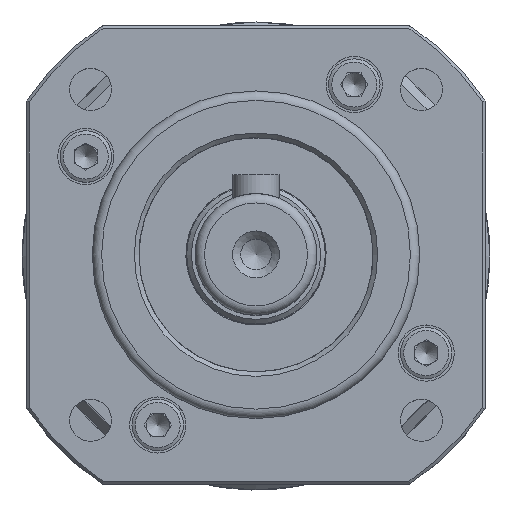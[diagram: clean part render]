
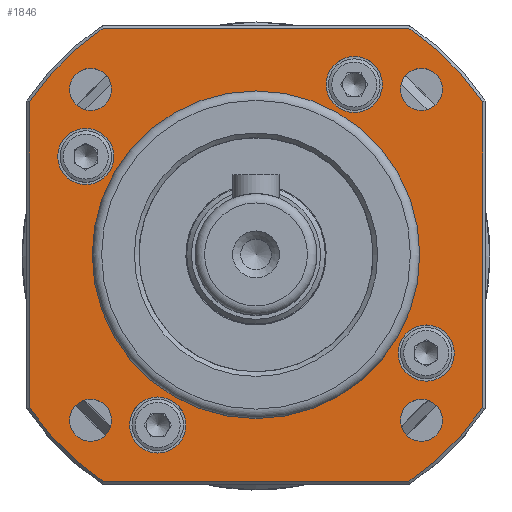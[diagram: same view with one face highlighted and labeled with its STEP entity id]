
A CAD part, top view. The second image highlights one B-rep face of the part: STEP entity #1846.
In plain terms, the highlighted planar face has unit normal (0, 0, 1).
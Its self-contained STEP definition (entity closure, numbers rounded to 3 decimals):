
#312=CARTESIAN_POINT('',(15.428,17.678,18.));
#313=VERTEX_POINT('',#312);
#314=CARTESIAN_POINT('',(17.678,17.678,18.));
#315=DIRECTION('',(0.0,0.0,-1.0));
#316=DIRECTION('',(0.0,-1.0,0.0));
#317=AXIS2_PLACEMENT_3D('',#314,#315,#316);
#318=CIRCLE('',#317,2.25);
#319=EDGE_CURVE('',#313,#313,#318,.T.);
#340=CARTESIAN_POINT('',(-17.678,19.928,18.));
#341=VERTEX_POINT('',#340);
#342=CARTESIAN_POINT('',(-17.678,17.678,18.));
#343=DIRECTION('',(0.0,0.0,-1.0));
#344=DIRECTION('',(0.0,-1.0,0.0));
#345=AXIS2_PLACEMENT_3D('',#342,#343,#344);
#346=CIRCLE('',#345,2.25);
#347=EDGE_CURVE('',#341,#341,#346,.T.);
#368=CARTESIAN_POINT('',(-17.678,-15.428,18.));
#369=VERTEX_POINT('',#368);
#370=CARTESIAN_POINT('',(-17.678,-17.678,18.));
#371=DIRECTION('',(0.0,0.0,-1.0));
#372=DIRECTION('',(0.0,-1.0,0.0));
#373=AXIS2_PLACEMENT_3D('',#370,#371,#372);
#374=CIRCLE('',#373,2.25);
#375=EDGE_CURVE('',#369,#369,#374,.T.);
#407=CARTESIAN_POINT('',(10.5,15.187,18.));
#408=VERTEX_POINT('',#407);
#409=CARTESIAN_POINT('',(10.5,18.187,18.));
#410=DIRECTION('',(0.0,0.0,1.0));
#411=DIRECTION('',(0.0,-1.0,0.0));
#412=AXIS2_PLACEMENT_3D('',#409,#410,#411);
#413=CIRCLE('',#412,3.);
#414=EDGE_CURVE('',#408,#408,#413,.T.);
#463=CARTESIAN_POINT('',(-18.187,7.5,18.));
#464=VERTEX_POINT('',#463);
#465=CARTESIAN_POINT('',(-18.187,10.5,18.));
#466=DIRECTION('',(0.0,0.0,1.0));
#467=DIRECTION('',(0.0,-1.0,0.0));
#468=AXIS2_PLACEMENT_3D('',#465,#466,#467);
#469=CIRCLE('',#468,3.);
#470=EDGE_CURVE('',#464,#464,#469,.T.);
#519=CARTESIAN_POINT('',(-10.5,-21.187,18.));
#520=VERTEX_POINT('',#519);
#521=CARTESIAN_POINT('',(-10.5,-18.187,18.));
#522=DIRECTION('',(0.0,0.0,1.0));
#523=DIRECTION('',(0.0,-1.0,0.0));
#524=AXIS2_PLACEMENT_3D('',#521,#522,#523);
#525=CIRCLE('',#524,3.);
#526=EDGE_CURVE('',#520,#520,#525,.T.);
#713=CARTESIAN_POINT('',(15.428,-17.678,18.));
#714=VERTEX_POINT('',#713);
#715=CARTESIAN_POINT('',(17.678,-17.678,18.));
#716=DIRECTION('',(0.0,0.0,-1.0));
#717=DIRECTION('',(0.0,-1.0,0.0));
#718=AXIS2_PLACEMENT_3D('',#715,#716,#717);
#719=CIRCLE('',#718,2.25);
#720=EDGE_CURVE('',#714,#714,#719,.T.);
#752=CARTESIAN_POINT('',(21.187,-10.5,18.));
#753=VERTEX_POINT('',#752);
#754=CARTESIAN_POINT('',(18.187,-10.5,18.));
#755=DIRECTION('',(0.0,0.0,1.0));
#756=DIRECTION('',(1.0,0.0,0.0));
#757=AXIS2_PLACEMENT_3D('',#754,#755,#756);
#758=CIRCLE('',#757,3.);
#759=EDGE_CURVE('',#753,#753,#758,.T.);
#820=CARTESIAN_POINT('',(0.0,17.5,18.0));
#821=VERTEX_POINT('',#820);
#822=CARTESIAN_POINT('',(0.0,0.,18.));
#823=DIRECTION('',(0.0,0.0,-1.0));
#824=DIRECTION('',(0.0,1.0,0.0));
#825=AXIS2_PLACEMENT_3D('',#822,#823,#824);
#826=CIRCLE('',#825,17.5);
#827=EDGE_CURVE('',#821,#821,#826,.T.);
#1744=CARTESIAN_POINT('',(0.0,29.5,18.));
#1745=DIRECTION('',(0.0,0.0,1.0));
#1746=DIRECTION('',(1.0,0.0,0.0));
#1747=AXIS2_PLACEMENT_3D('',#1744,#1745,#1746);
#1748=PLANE('',#1747);
#1749=CARTESIAN_POINT('',(-24.2,16.34,18.));
#1750=VERTEX_POINT('',#1749);
#1751=CARTESIAN_POINT('',(-24.2,-16.34,18.));
#1752=VERTEX_POINT('',#1751);
#1753=CARTESIAN_POINT('',(-24.2,16.34,18.));
#1754=DIRECTION('',(0.0,-1.0,0.0));
#1755=VECTOR('',#1754,32.68);
#1756=LINE('',#1753,#1755);
#1757=EDGE_CURVE('',#1750,#1752,#1756,.T.);
#1758=ORIENTED_EDGE('',*,*,#1757,.T.);
#1759=CARTESIAN_POINT('',(-16.34,-24.2,18.));
#1760=VERTEX_POINT('',#1759);
#1761=CARTESIAN_POINT('',(0.0,0.,18.0));
#1762=DIRECTION('',(0.0,0.0,1.0));
#1763=DIRECTION('',(0.0,-1.0,0.0));
#1764=AXIS2_PLACEMENT_3D('',#1761,#1762,#1763);
#1765=CIRCLE('',#1764,29.2);
#1766=EDGE_CURVE('',#1752,#1760,#1765,.T.);
#1767=ORIENTED_EDGE('',*,*,#1766,.T.);
#1768=CARTESIAN_POINT('',(16.34,-24.2,18.));
#1769=VERTEX_POINT('',#1768);
#1770=CARTESIAN_POINT('',(-16.34,-24.2,18.));
#1771=DIRECTION('',(1.0,0.0,0.0));
#1772=VECTOR('',#1771,32.68);
#1773=LINE('',#1770,#1772);
#1774=EDGE_CURVE('',#1760,#1769,#1773,.T.);
#1775=ORIENTED_EDGE('',*,*,#1774,.T.);
#1776=CARTESIAN_POINT('',(24.2,-16.34,18.));
#1777=VERTEX_POINT('',#1776);
#1778=CARTESIAN_POINT('',(0.0,0.,18.0));
#1779=DIRECTION('',(0.0,0.0,1.0));
#1780=DIRECTION('',(0.0,-1.0,0.0));
#1781=AXIS2_PLACEMENT_3D('',#1778,#1779,#1780);
#1782=CIRCLE('',#1781,29.2);
#1783=EDGE_CURVE('',#1769,#1777,#1782,.T.);
#1784=ORIENTED_EDGE('',*,*,#1783,.T.);
#1785=CARTESIAN_POINT('',(24.2,16.34,18.));
#1786=VERTEX_POINT('',#1785);
#1787=CARTESIAN_POINT('',(24.2,-16.34,18.));
#1788=DIRECTION('',(0.0,1.0,0.0));
#1789=VECTOR('',#1788,32.68);
#1790=LINE('',#1787,#1789);
#1791=EDGE_CURVE('',#1777,#1786,#1790,.T.);
#1792=ORIENTED_EDGE('',*,*,#1791,.T.);
#1793=CARTESIAN_POINT('',(16.34,24.2,18.));
#1794=VERTEX_POINT('',#1793);
#1795=CARTESIAN_POINT('',(0.0,0.,18.0));
#1796=DIRECTION('',(0.0,0.0,1.0));
#1797=DIRECTION('',(0.0,-1.0,0.0));
#1798=AXIS2_PLACEMENT_3D('',#1795,#1796,#1797);
#1799=CIRCLE('',#1798,29.2);
#1800=EDGE_CURVE('',#1786,#1794,#1799,.T.);
#1801=ORIENTED_EDGE('',*,*,#1800,.T.);
#1802=CARTESIAN_POINT('',(-16.34,24.2,18.));
#1803=VERTEX_POINT('',#1802);
#1804=CARTESIAN_POINT('',(16.34,24.2,18.));
#1805=DIRECTION('',(-1.0,0.0,0.0));
#1806=VECTOR('',#1805,32.68);
#1807=LINE('',#1804,#1806);
#1808=EDGE_CURVE('',#1794,#1803,#1807,.T.);
#1809=ORIENTED_EDGE('',*,*,#1808,.T.);
#1810=CARTESIAN_POINT('',(0.0,0.,18.0));
#1811=DIRECTION('',(0.0,0.0,1.0));
#1812=DIRECTION('',(0.0,-1.0,0.0));
#1813=AXIS2_PLACEMENT_3D('',#1810,#1811,#1812);
#1814=CIRCLE('',#1813,29.2);
#1815=EDGE_CURVE('',#1803,#1750,#1814,.T.);
#1816=ORIENTED_EDGE('',*,*,#1815,.T.);
#1817=EDGE_LOOP('',(#1758,#1767,#1775,#1784,#1792,#1801,#1809,#1816));
#1818=FACE_OUTER_BOUND('',#1817,.T.);
#1819=ORIENTED_EDGE('',*,*,#347,.T.);
#1820=EDGE_LOOP('',(#1819));
#1821=FACE_BOUND('',#1820,.T.);
#1822=ORIENTED_EDGE('',*,*,#720,.T.);
#1823=EDGE_LOOP('',(#1822));
#1824=FACE_BOUND('',#1823,.T.);
#1825=ORIENTED_EDGE('',*,*,#759,.F.);
#1826=EDGE_LOOP('',(#1825));
#1827=FACE_BOUND('',#1826,.T.);
#1828=ORIENTED_EDGE('',*,*,#827,.T.);
#1829=EDGE_LOOP('',(#1828));
#1830=FACE_BOUND('',#1829,.T.);
#1831=ORIENTED_EDGE('',*,*,#526,.F.);
#1832=EDGE_LOOP('',(#1831));
#1833=FACE_BOUND('',#1832,.T.);
#1834=ORIENTED_EDGE('',*,*,#470,.F.);
#1835=EDGE_LOOP('',(#1834));
#1836=FACE_BOUND('',#1835,.T.);
#1837=ORIENTED_EDGE('',*,*,#414,.F.);
#1838=EDGE_LOOP('',(#1837));
#1839=FACE_BOUND('',#1838,.T.);
#1840=ORIENTED_EDGE('',*,*,#375,.T.);
#1841=EDGE_LOOP('',(#1840));
#1842=FACE_BOUND('',#1841,.T.);
#1843=ORIENTED_EDGE('',*,*,#319,.T.);
#1844=EDGE_LOOP('',(#1843));
#1845=FACE_BOUND('',#1844,.T.);
#1846=ADVANCED_FACE('',(#1818,#1821,#1824,#1827,#1830,#1833,#1836,#1839,#1842,#1845),#1748,.T.);
